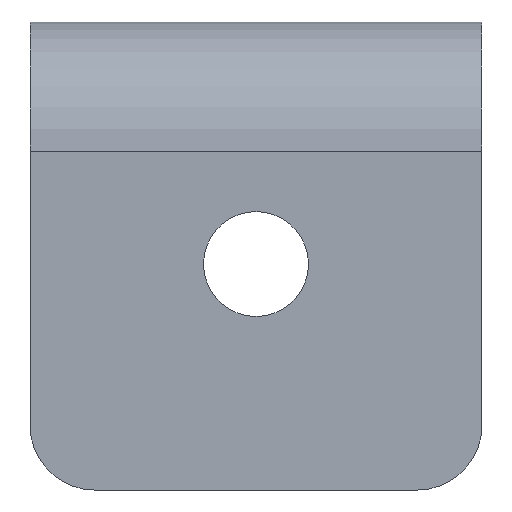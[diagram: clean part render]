
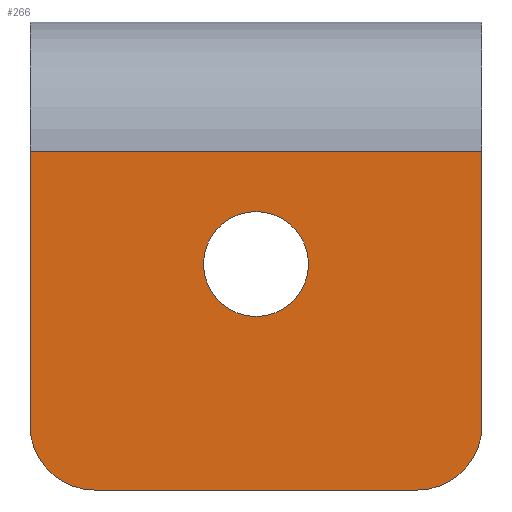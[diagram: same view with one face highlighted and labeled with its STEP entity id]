
A CAD part, front view. The second image highlights one B-rep face of the part: STEP entity #266.
In plain terms, the highlighted planar face has unit normal (0, -1, 0).
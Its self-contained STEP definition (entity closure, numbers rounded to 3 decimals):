
#1 = AXIS2_PLACEMENT_3D ( 'NONE', #186, #604, #602 ) ;
#10 = CARTESIAN_POINT ( 'NONE',  ( 0., 0., -12.5 ) ) ;
#12 = EDGE_CURVE ( 'NONE', #695, #189, #431, .T. ) ;
#16 = VERTEX_POINT ( 'NONE', #148 ) ;
#22 = AXIS2_PLACEMENT_3D ( 'NONE', #684, #374, #42 ) ;
#29 = CARTESIAN_POINT ( 'NONE',  ( 7., 0., -7.5 ) ) ;
#38 = CARTESIAN_POINT ( 'NONE',  ( 14., 0., -14.5 ) ) ;
#40 = CIRCLE ( 'NONE', #22, 1.625 ) ;
#42 = DIRECTION ( 'NONE',  ( 0., 0., 1. ) ) ;
#43 = DIRECTION ( 'NONE',  ( -1., 0., 0. ) ) ;
#71 = EDGE_CURVE ( 'NONE', #685, #356, #446, .T. ) ;
#76 = ORIENTED_EDGE ( 'NONE', *, *, #456, .F. ) ;
#82 = DIRECTION ( 'NONE',  ( 0., 0., 1. ) ) ;
#85 = ORIENTED_EDGE ( 'NONE', *, *, #12, .T. ) ;
#147 = VECTOR ( 'NONE', #43, 1000. ) ;
#148 = CARTESIAN_POINT ( 'NONE',  ( 12., 0., -14.5 ) ) ;
#153 = EDGE_CURVE ( 'NONE', #394, #685, #435, .T. ) ;
#168 = CARTESIAN_POINT ( 'NONE',  ( 2., 0., -12.5 ) ) ;
#182 = CARTESIAN_POINT ( 'NONE',  ( 7., 0., -9.125 ) ) ;
#186 = CARTESIAN_POINT ( 'NONE',  ( 14., 0., 0. ) ) ;
#189 = VERTEX_POINT ( 'NONE', #182 ) ;
#194 = VECTOR ( 'NONE', #634, 1000. ) ;
#206 = CARTESIAN_POINT ( 'NONE',  ( 0., 0., 0. ) ) ;
#211 = EDGE_CURVE ( 'NONE', #16, #356, #410, .T. ) ;
#215 = ORIENTED_EDGE ( 'NONE', *, *, #71, .T. ) ;
#237 = PLANE ( 'NONE',  #1 ) ;
#263 = DIRECTION ( 'NONE',  ( 0., -1., 0. ) ) ;
#266 = ADVANCED_FACE ( 'NONE', ( #664, #277 ), #237, .F. ) ;
#277 = FACE_OUTER_BOUND ( 'NONE', #549, .T. ) ;
#285 = VERTEX_POINT ( 'NONE', #527 ) ;
#294 = VECTOR ( 'NONE', #681, 1000. ) ;
#295 = VECTOR ( 'NONE', #320, 1000. ) ;
#310 = CIRCLE ( 'NONE', #647, 2. ) ;
#320 = DIRECTION ( 'NONE',  ( 0., 0., -1. ) ) ;
#338 = EDGE_CURVE ( 'NONE', #189, #695, #40, .T. ) ;
#356 = VERTEX_POINT ( 'NONE', #479 ) ;
#357 = ORIENTED_EDGE ( 'NONE', *, *, #453, .T. ) ;
#374 = DIRECTION ( 'NONE',  ( 0., 1., 0. ) ) ;
#378 = CARTESIAN_POINT ( 'NONE',  ( 14., 0., -4. ) ) ;
#391 = EDGE_CURVE ( 'NONE', #285, #394, #500, .T. ) ;
#394 = VERTEX_POINT ( 'NONE', #691 ) ;
#410 = LINE ( 'NONE', #38, #147 ) ;
#419 = CARTESIAN_POINT ( 'NONE',  ( 14., 0., 0. ) ) ;
#431 = CIRCLE ( 'NONE', #459, 1.625 ) ;
#435 = LINE ( 'NONE', #206, #294 ) ;
#445 = CARTESIAN_POINT ( 'NONE',  ( 14., 0., -12.5 ) ) ;
#446 = CIRCLE ( 'NONE', #629, 2. ) ;
#451 = ORIENTED_EDGE ( 'NONE', *, *, #391, .T. ) ;
#453 = EDGE_CURVE ( 'NONE', #16, #614, #310, .T. ) ;
#456 = EDGE_CURVE ( 'NONE', #285, #614, #590, .T. ) ;
#459 = AXIS2_PLACEMENT_3D ( 'NONE', #29, #463, #82 ) ;
#463 = DIRECTION ( 'NONE',  ( 0., 1., 0. ) ) ;
#470 = CARTESIAN_POINT ( 'NONE',  ( 7., 0., -5.875 ) ) ;
#479 = CARTESIAN_POINT ( 'NONE',  ( 2., 0., -14.5 ) ) ;
#500 = LINE ( 'NONE', #378, #194 ) ;
#513 = EDGE_LOOP ( 'NONE', ( #85, #593 ) ) ;
#527 = CARTESIAN_POINT ( 'NONE',  ( 14., 0., -4. ) ) ;
#545 = DIRECTION ( 'NONE',  ( 0., -1., 0. ) ) ;
#549 = EDGE_LOOP ( 'NONE', ( #618, #215, #639, #357, #76, #451 ) ) ;
#582 = CARTESIAN_POINT ( 'NONE',  ( 12., 0., -12.5 ) ) ;
#590 = LINE ( 'NONE', #419, #295 ) ;
#593 = ORIENTED_EDGE ( 'NONE', *, *, #338, .T. ) ;
#602 = DIRECTION ( 'NONE',  ( 0., 0., 1. ) ) ;
#604 = DIRECTION ( 'NONE',  ( 0., 1., 0. ) ) ;
#614 = VERTEX_POINT ( 'NONE', #445 ) ;
#618 = ORIENTED_EDGE ( 'NONE', *, *, #153, .T. ) ;
#629 = AXIS2_PLACEMENT_3D ( 'NONE', #168, #545, #699 ) ;
#631 = DIRECTION ( 'NONE',  ( 0., 0., 1. ) ) ;
#634 = DIRECTION ( 'NONE',  ( -1., 0., 0. ) ) ;
#639 = ORIENTED_EDGE ( 'NONE', *, *, #211, .F. ) ;
#647 = AXIS2_PLACEMENT_3D ( 'NONE', #582, #263, #631 ) ;
#664 = FACE_BOUND ( 'NONE', #513, .T. ) ;
#681 = DIRECTION ( 'NONE',  ( 0., 0., -1. ) ) ;
#684 = CARTESIAN_POINT ( 'NONE',  ( 7., 0., -7.5 ) ) ;
#685 = VERTEX_POINT ( 'NONE', #10 ) ;
#691 = CARTESIAN_POINT ( 'NONE',  ( 0., 0., -4. ) ) ;
#695 = VERTEX_POINT ( 'NONE', #470 ) ;
#699 = DIRECTION ( 'NONE',  ( 0., 0., 1. ) ) ;
